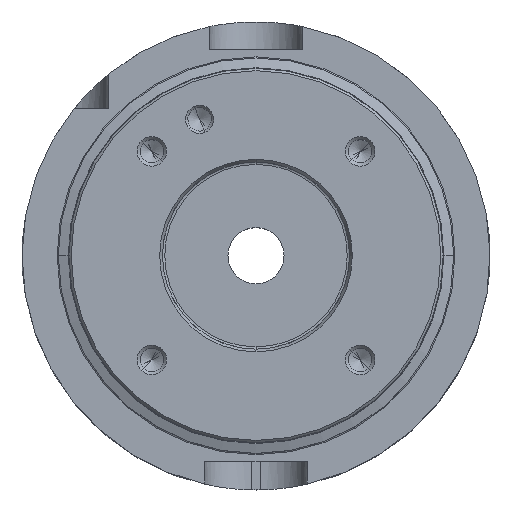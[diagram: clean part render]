
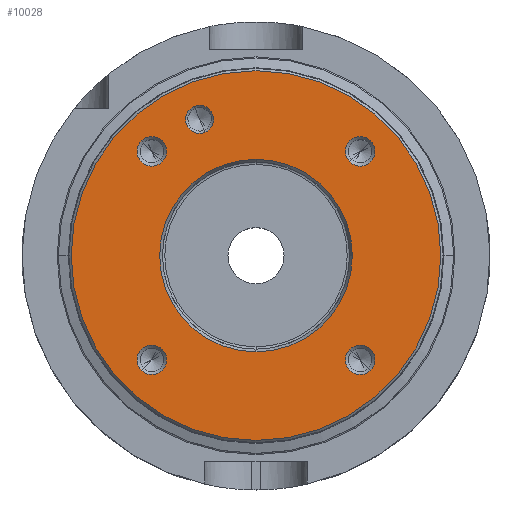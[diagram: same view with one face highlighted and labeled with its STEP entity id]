
A CAD part, top view. The second image highlights one B-rep face of the part: STEP entity #10028.
In plain terms, the highlighted planar face has unit normal (0, 0, 1).
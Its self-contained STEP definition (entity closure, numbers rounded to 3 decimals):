
#5928=CARTESIAN_POINT('',(0.,0.,55.));
#5929=DIRECTION('',(0.,0.,1.));
#5930=DIRECTION('',(1.,0.,0.));
#5931=AXIS2_PLACEMENT_3D('',#5928,#5929,#5930);
#5936=CARTESIAN_POINT('',(0.,0.,55.));
#5937=DIRECTION('',(0.,0.,1.));
#5938=DIRECTION('',(-1.,0.,0.));
#5939=AXIS2_PLACEMENT_3D('',#5936,#5937,#5938);
#5944=CARTESIAN_POINT('',(-12.055,29.102,55.));
#5945=DIRECTION('',(0.,0.,-1.));
#5946=DIRECTION('',(0.383,-0.924,0.));
#5947=AXIS2_PLACEMENT_3D('',#5944,#5945,#5946);
#5952=CARTESIAN_POINT('',(-12.055,29.102,55.));
#5953=DIRECTION('',(0.,0.,-1.));
#5954=DIRECTION('',(-0.383,0.924,0.));
#5955=AXIS2_PLACEMENT_3D('',#5952,#5953,#5954);
#5960=CARTESIAN_POINT('',(-22.274,-22.274,55.));
#5961=DIRECTION('',(0.,0.,-1.));
#5962=DIRECTION('',(-0.707,-0.707,0.));
#5963=AXIS2_PLACEMENT_3D('',#5960,#5961,#5962);
#5968=CARTESIAN_POINT('',(-22.274,-22.274,55.));
#5969=DIRECTION('',(0.,0.,-1.));
#5970=DIRECTION('',(0.707,0.707,0.));
#5971=AXIS2_PLACEMENT_3D('',#5968,#5969,#5970);
#5976=CARTESIAN_POINT('',(-22.274,22.274,55.));
#5977=DIRECTION('',(0.,0.,-1.));
#5978=DIRECTION('',(-0.707,0.707,0.));
#5979=AXIS2_PLACEMENT_3D('',#5976,#5977,#5978);
#5984=CARTESIAN_POINT('',(-22.274,22.274,55.));
#5985=DIRECTION('',(0.,0.,-1.));
#5986=DIRECTION('',(0.707,-0.707,0.));
#5987=AXIS2_PLACEMENT_3D('',#5984,#5985,#5986);
#5992=CARTESIAN_POINT('',(22.274,22.274,55.));
#5993=DIRECTION('',(0.,0.,-1.));
#5994=DIRECTION('',(0.707,0.707,0.));
#5995=AXIS2_PLACEMENT_3D('',#5992,#5993,#5994);
#6000=CARTESIAN_POINT('',(22.274,22.274,55.));
#6001=DIRECTION('',(0.,0.,-1.));
#6002=DIRECTION('',(-0.707,-0.707,0.));
#6003=AXIS2_PLACEMENT_3D('',#6000,#6001,#6002);
#6008=CARTESIAN_POINT('',(22.274,-22.274,55.));
#6009=DIRECTION('',(0.,0.,-1.));
#6010=DIRECTION('',(0.707,-0.707,0.));
#6011=AXIS2_PLACEMENT_3D('',#6008,#6009,#6010);
#6016=CARTESIAN_POINT('',(22.274,-22.274,55.));
#6017=DIRECTION('',(0.,0.,-1.));
#6018=DIRECTION('',(-0.707,0.707,0.));
#6019=AXIS2_PLACEMENT_3D('',#6016,#6017,#6018);
#6046=CARTESIAN_POINT('',(0.,0.,55.));
#6047=DIRECTION('',(0.,0.,-1.));
#6048=DIRECTION('',(0.,-1.,0.));
#6049=AXIS2_PLACEMENT_3D('',#6046,#6047,#6048);
#6062=CARTESIAN_POINT('',(0.,0.,55.));
#6063=DIRECTION('',(0.,0.,-1.));
#6064=DIRECTION('',(0.,1.,0.));
#6065=AXIS2_PLACEMENT_3D('',#6062,#6063,#6064);
#7051=CARTESIAN_POINT('',(39.5,0.,55.));
#7052=CARTESIAN_POINT('',(-39.5,0.,55.));
#7053=VERTEX_POINT('',#7051);
#7054=VERTEX_POINT('',#7052);
#7113=CARTESIAN_POINT('',(-10.906,26.331,55.));
#7114=VERTEX_POINT('',#7113);
#7115=CARTESIAN_POINT('',(-13.203,31.874,55.));
#7116=VERTEX_POINT('',#7115);
#7121=CARTESIAN_POINT('',(-24.501,-24.501,55.));
#7123=VERTEX_POINT('',#7121);
#7125=CARTESIAN_POINT('',(-20.046,-20.046,55.));
#7127=VERTEX_POINT('',#7125);
#7133=CARTESIAN_POINT('',(-24.501,24.501,55.));
#7134=VERTEX_POINT('',#7133);
#7135=CARTESIAN_POINT('',(-20.046,20.046,55.));
#7136=VERTEX_POINT('',#7135);
#7141=CARTESIAN_POINT('',(24.501,24.501,55.));
#7142=VERTEX_POINT('',#7141);
#7143=CARTESIAN_POINT('',(20.046,20.046,55.));
#7144=VERTEX_POINT('',#7143);
#7149=CARTESIAN_POINT('',(24.501,-24.501,55.));
#7150=VERTEX_POINT('',#7149);
#7151=CARTESIAN_POINT('',(20.046,-20.046,55.));
#7152=VERTEX_POINT('',#7151);
#7205=CARTESIAN_POINT('',(0.,-20.577,55.));
#7206=CARTESIAN_POINT('',(0.,20.577,55.));
#7207=VERTEX_POINT('',#7205);
#7208=VERTEX_POINT('',#7206);
#9982=CARTESIAN_POINT('',(0.,0.,55.));
#9983=DIRECTION('',(0.,0.,-1.));
#9984=DIRECTION('',(1.,0.,0.));
#9985=AXIS2_PLACEMENT_3D('',#9982,#9983,#9984);
#9986=PLANE('',#9985);
#9987=ORIENTED_EDGE('',*,*,#9972,.F.);
#9989=ORIENTED_EDGE('',*,*,#9988,.F.);
#9990=EDGE_LOOP('',(#9987,#9989));
#9991=FACE_OUTER_BOUND('',#9990,.F.);
#9993=ORIENTED_EDGE('',*,*,#9992,.F.);
#9995=ORIENTED_EDGE('',*,*,#9994,.F.);
#9996=EDGE_LOOP('',(#9993,#9995));
#9997=FACE_BOUND('',#9996,.F.);
#9999=ORIENTED_EDGE('',*,*,#9998,.F.);
#10001=ORIENTED_EDGE('',*,*,#10000,.F.);
#10002=EDGE_LOOP('',(#9999,#10001));
#10003=FACE_BOUND('',#10002,.F.);
#10005=ORIENTED_EDGE('',*,*,#10004,.F.);
#10007=ORIENTED_EDGE('',*,*,#10006,.F.);
#10008=EDGE_LOOP('',(#10005,#10007));
#10009=FACE_BOUND('',#10008,.F.);
#10011=ORIENTED_EDGE('',*,*,#10010,.F.);
#10013=ORIENTED_EDGE('',*,*,#10012,.F.);
#10014=EDGE_LOOP('',(#10011,#10013));
#10015=FACE_BOUND('',#10014,.F.);
#10017=ORIENTED_EDGE('',*,*,#10016,.F.);
#10019=ORIENTED_EDGE('',*,*,#10018,.F.);
#10020=EDGE_LOOP('',(#10017,#10019));
#10021=FACE_BOUND('',#10020,.F.);
#10023=ORIENTED_EDGE('',*,*,#10022,.F.);
#10025=ORIENTED_EDGE('',*,*,#10024,.F.);
#10026=EDGE_LOOP('',(#10023,#10025));
#10027=FACE_BOUND('',#10026,.F.);
#5932=CIRCLE('',#5931,39.5);
#5940=CIRCLE('',#5939,39.5);
#5948=CIRCLE('',#5947,3.);
#5956=CIRCLE('',#5955,3.);
#5964=CIRCLE('',#5963,3.15);
#5972=CIRCLE('',#5971,3.15);
#5980=CIRCLE('',#5979,3.15);
#5988=CIRCLE('',#5987,3.15);
#5996=CIRCLE('',#5995,3.15);
#6004=CIRCLE('',#6003,3.15);
#6012=CIRCLE('',#6011,3.15);
#6020=CIRCLE('',#6019,3.15);
#6050=CIRCLE('',#6049,20.577);
#6066=CIRCLE('',#6065,20.577);
#9972=EDGE_CURVE('',#7053,#7054,#5932,.T.);
#9988=EDGE_CURVE('',#7054,#7053,#5940,.T.);
#9992=EDGE_CURVE('',#7207,#7208,#6050,.T.);
#9994=EDGE_CURVE('',#7208,#7207,#6066,.T.);
#9998=EDGE_CURVE('',#7114,#7116,#5948,.T.);
#10000=EDGE_CURVE('',#7116,#7114,#5956,.T.);
#10004=EDGE_CURVE('',#7123,#7127,#5964,.T.);
#10006=EDGE_CURVE('',#7127,#7123,#5972,.T.);
#10010=EDGE_CURVE('',#7134,#7136,#5980,.T.);
#10012=EDGE_CURVE('',#7136,#7134,#5988,.T.);
#10016=EDGE_CURVE('',#7142,#7144,#5996,.T.);
#10018=EDGE_CURVE('',#7144,#7142,#6004,.T.);
#10022=EDGE_CURVE('',#7150,#7152,#6012,.T.);
#10024=EDGE_CURVE('',#7152,#7150,#6020,.T.);
#10028=ADVANCED_FACE('',(#9991,#9997,#10003,#10009,#10015,#10021,#10027),#9986,
.F.);
